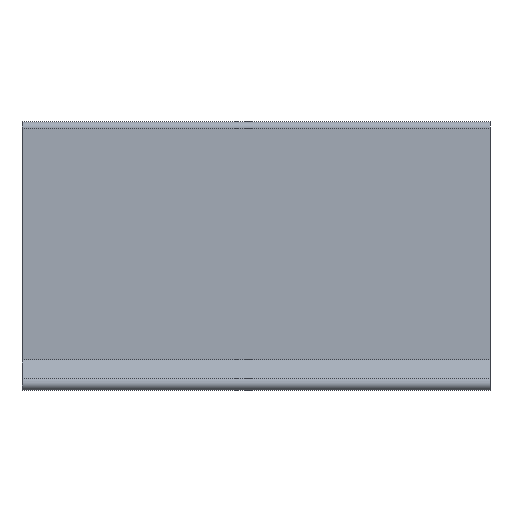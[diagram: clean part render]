
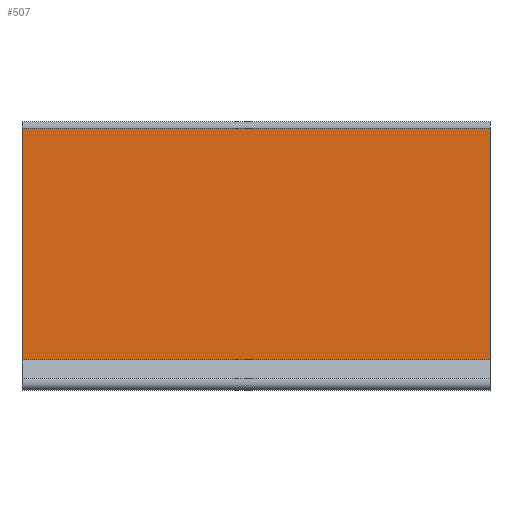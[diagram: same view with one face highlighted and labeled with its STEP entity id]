
A CAD part, left-side view. The second image highlights one B-rep face of the part: STEP entity #507.
In plain terms, the highlighted planar face has unit normal (-1, 0, 0).
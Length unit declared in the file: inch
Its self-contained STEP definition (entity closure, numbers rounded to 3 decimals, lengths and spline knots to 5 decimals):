
#445=CARTESIAN_POINT('',(3.64046,6.7987,0.37159));
#446=VERTEX_POINT('',#445);
#454=CARTESIAN_POINT('',(3.64046,5.2987,0.37159));
#455=VERTEX_POINT('',#454);
#456=CARTESIAN_POINT('',(3.64046,5.2987,0.37159));
#457=DIRECTION('',(0.,1.,0.));
#458=VECTOR('',#457,1.);
#459=LINE('',#456,#458);
#460=EDGE_CURVE('',#455,#446,#459,.T.);
#477=ORIENTED_EDGE('',*,*,#460,.T.);
#478=CARTESIAN_POINT('',(3.64046,6.7987,-0.37159));
#479=VERTEX_POINT('',#478);
#480=CARTESIAN_POINT('',(3.64046,6.7987,-0.18535));
#481=DIRECTION('',(0.,0.,-1.));
#482=VECTOR('',#481,1.);
#483=LINE('',#480,#482);
#484=EDGE_CURVE('',#446,#479,#483,.T.);
#485=ORIENTED_EDGE('',*,*,#484,.T.);
#486=CARTESIAN_POINT('',(3.64046,5.2987,-0.37159));
#487=VERTEX_POINT('',#486);
#488=CARTESIAN_POINT('',(3.64046,5.2987,-0.37159));
#489=DIRECTION('',(0.,1.,0.));
#490=VECTOR('',#489,1.);
#491=LINE('',#488,#490);
#492=EDGE_CURVE('',#487,#479,#491,.T.);
#493=ORIENTED_EDGE('',*,*,#492,.F.);
#494=CARTESIAN_POINT('',(3.64046,5.2987,-0.37159));
#495=DIRECTION('',(0.,0.,1.));
#496=VECTOR('',#495,1.);
#497=LINE('',#494,#496);
#498=EDGE_CURVE('',#487,#455,#497,.T.);
#499=ORIENTED_EDGE('',*,*,#498,.T.);
#500=EDGE_LOOP('',(#477,#485,#493,#499));
#501=FACE_OUTER_BOUND('',#500,.T.);
#502=CARTESIAN_POINT('',(3.64046,5.2987,0.));
#503=DIRECTION('',(-1.,0.,0.));
#504=DIRECTION('',(0.,0.,1.));
#505=AXIS2_PLACEMENT_3D('',#502,#503,#504);
#506=PLANE('',#505);
#507=ADVANCED_FACE('',(#501),#506,.T.);
